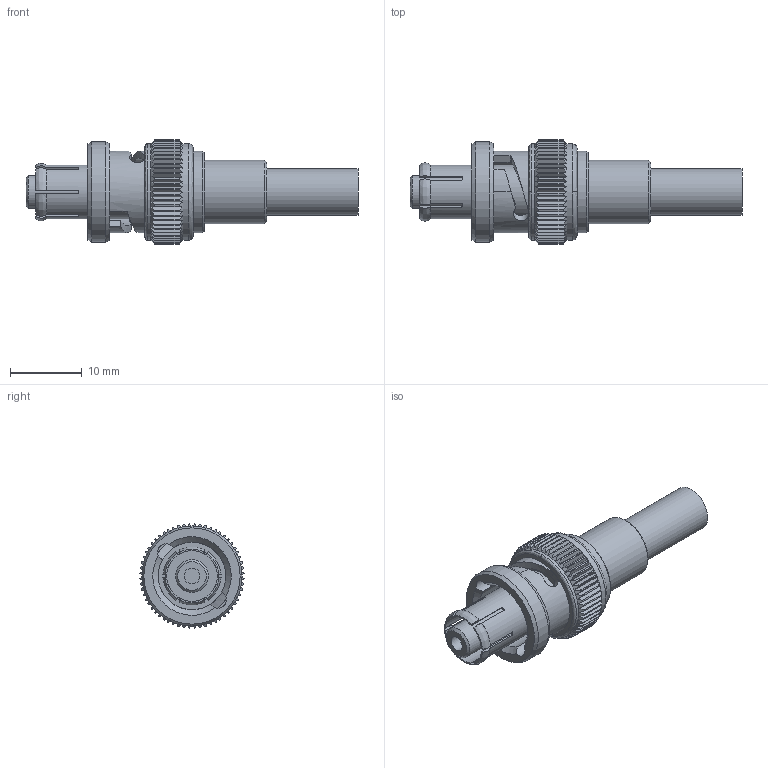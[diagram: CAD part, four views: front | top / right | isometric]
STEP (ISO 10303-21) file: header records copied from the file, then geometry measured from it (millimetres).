
FILE_DESCRIPTION (( 'STEP AP203' ), '1' );
FILE_NAME ('PE4194_3D.step', '2020-07-06T14:44:16', ( '' ), ( '' ), 'SwSTEP 2.0', 'SolidWorks 2018', '' );
FILE_SCHEMA (( 'CONFIG_CONTROL_DESIGN' ));
Length unit declared in the file: inch
Products named in the file (1): PE4194_3D
Bounding box: 46.15 x 14.47 x 14.47 mm (x, y, z)
Volume: 2547.8 mm3; surface area: 3126.5 mm2
Topology: 1 solids, 1 shells, 293 faces, 835 edges, 553 vertices
Faces by surface type: plane 173, cylinder 92, bspline 18, cone 10
Full cylindrical faces by diameter (mm): 2.184 x1, 3.2 x1, 4.013 x1, 4.4 x1, 4.595 x1, 5.4 x1, 6.4 x1, 7.057 x1, 7.501 x1, 8.8 x1, 9.395 x1, 11.395 x2, 13.38 x1, 13.424 x1, 13.922 x1
Entity records: 11594 total; most frequent: CARTESIAN_POINT 4536, ORIENTED_EDGE 1600, DIRECTION 1248, EDGE_CURVE 800, VERTEX_POINT 544, AXIS2_PLACEMENT_3D 484, EDGE_LOOP 328, FACE_OUTER_BOUND 307
